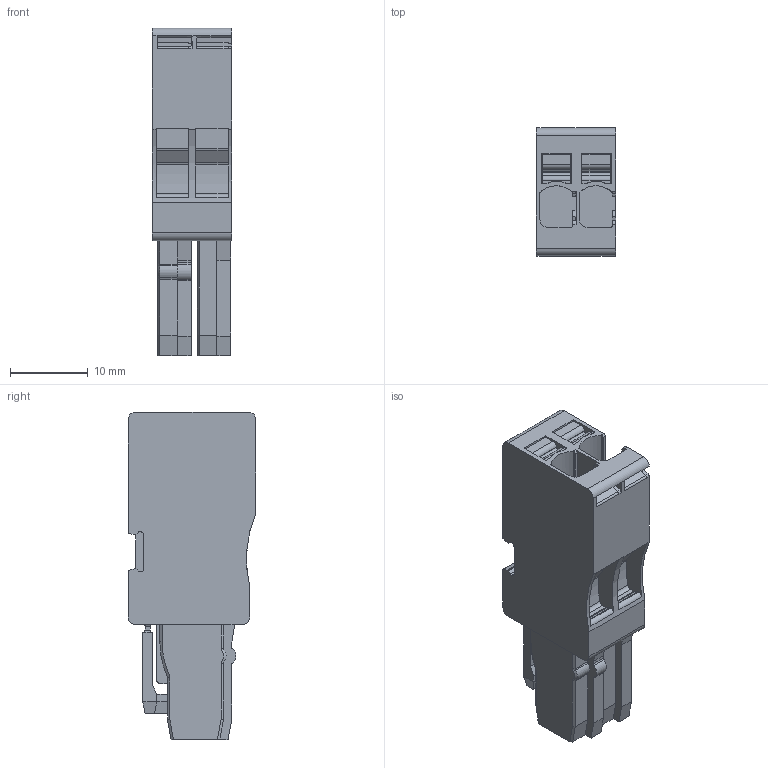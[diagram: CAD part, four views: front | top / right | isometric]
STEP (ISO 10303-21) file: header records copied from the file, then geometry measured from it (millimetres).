
FILE_DESCRIPTION(('CATIA V5R24 STEP','CAx-IF Rec.Pracs.--- Model Styling and Organization---1.2---2011-12-15'),'2;1');
FILE_NAME ('8655149_2', '2017-07-04T06:52:41+00:00', ('Weidmueller Interface'), ('Weidmueller'), 'CATIA Version 5-6 Release 2014 SP4 HF52', 'CATIA V5 STEP AP214', 'none');
FILE_SCHEMA(('AUTOMOTIVE_DESIGN { 1 0 10303 214 1 1 1 1 }'));
Length unit declared in the file: millimetre
Products named in the file (1): 1513640000_APG_2-5_2
Bounding box: 10.2 x 16.5 x 42.25 mm (x, y, z)
Volume: 4846.9 mm3; surface area: 3497.3 mm2
Topology: 3 solids, 10 shells, 556 faces, 1557 edges, 1025 vertices
Faces by surface type: plane 321, cylinder 204, extrusion 26, cone 5
Entity records: 18378 total; most frequent: CARTESIAN_POINT 3912, ORIENTED_EDGE 3114, DIRECTION 2427, EDGE_CURVE 1557, VECTOR 1128, LINE 1102, VERTEX_POINT 1025, AXIS2_PLACEMENT_3D 829
